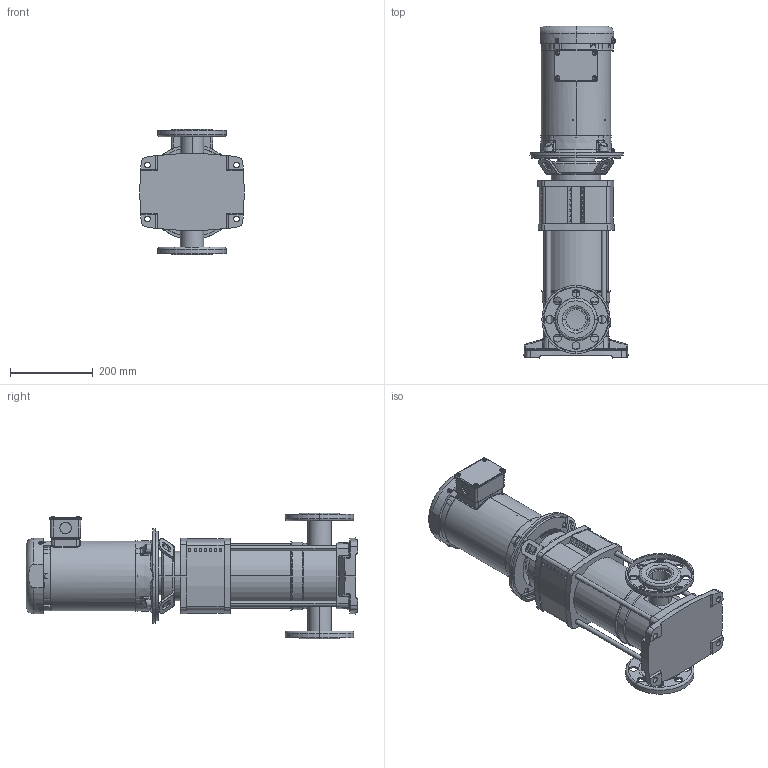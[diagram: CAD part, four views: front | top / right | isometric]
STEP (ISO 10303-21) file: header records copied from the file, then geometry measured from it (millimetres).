
FILE_DESCRIPTION (( 'STEP AP203' ), '1' );
FILE_NAME ('HELIX V50-03_575V.step', '2017-10-26T18:10:14', ( '' ), ( '' ), 'SwSTEP 2.0', 'SolidWorks 2017', '' );
FILE_SCHEMA (( 'CONFIG_CONTROL_DESIGN' ));
Length unit declared in the file: inch
Products named in the file (5): HELIX V50-03; Helix Base 50-80; ANSI Flange 2 IN; BALDOR NEMA V2 3HP_11; HELIX V50-03_575V
Assembly tree (5 placements, depth 2):
  HELIX V50-03_575V
    HELIX V50-03
    BALDOR NEMA V2 3HP_11
    ANSI Flange 2 IN  x2
    Helix Base 50-80
Bounding box: 251.48 x 800.91 x 302 mm (x, y, z)
Volume: 9249984.4 mm3; surface area: 1176510.5 mm2
Topology: 4 solids, 5 shells, 2123 faces, 5597 edges, 3619 vertices
Faces by surface type: plane 945, cylinder 712, bspline 147, cone 123, sphere 100, torus 96
Entity records: 88318 total; most frequent: CARTESIAN_POINT 40541, ORIENTED_EDGE 10914, DIRECTION 7963, EDGE_CURVE 5461, VERTEX_POINT 3545, AXIS2_PLACEMENT_3D 2756, VECTOR 2451, LINE 2451
